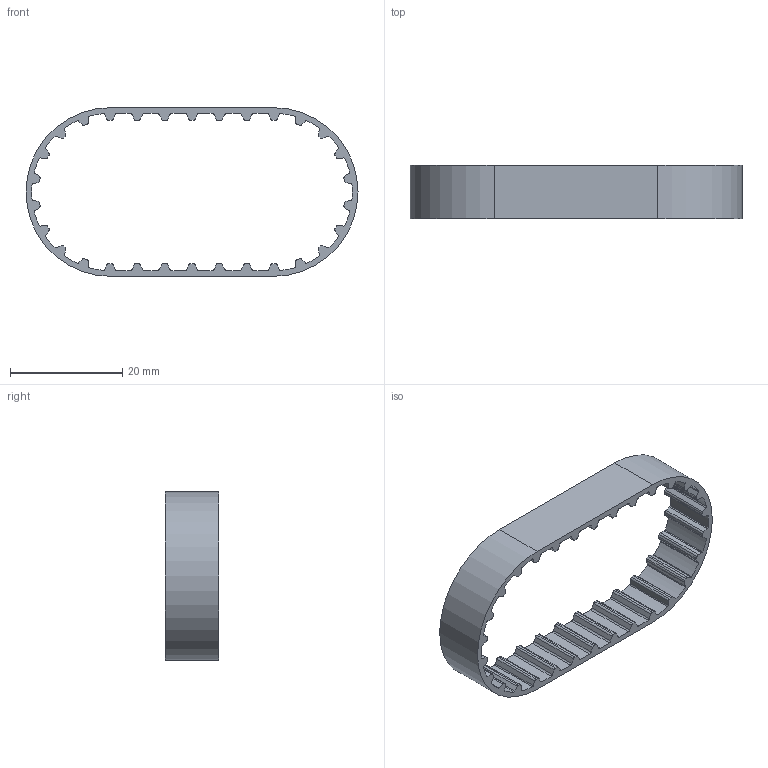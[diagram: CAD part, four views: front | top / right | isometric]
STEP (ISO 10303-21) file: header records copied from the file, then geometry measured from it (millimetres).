
FILE_DESCRIPTION (( 'STEP AP214' ), '1' );
FILE_NAME ('60XL037NG.step', '2015-04-08T23:05:14', ( '' ), ( '' ), 'SwSTEP 2.0', 'SolidWorks 2014', '' );
FILE_SCHEMA (( 'AUTOMOTIVE_DESIGN' ));
Length unit declared in the file: inch
Products named in the file (1): 60XL037NG
Bounding box: 59.07 x 9.53 x 30.02 mm (x, y, z)
Volume: 1977.3 mm3; surface area: 3656.3 mm2
Topology: 1 solids, 1 shells, 258 faces, 768 edges, 512 vertices
Faces by surface type: cylinder 152, plane 106
Entity records: 8820 total; most frequent: DIRECTION 1590, CARTESIAN_POINT 1539, ORIENTED_EDGE 1536, EDGE_CURVE 768, AXIS2_PLACEMENT_3D 563, VERTEX_POINT 512, LINE 464, VECTOR 464
